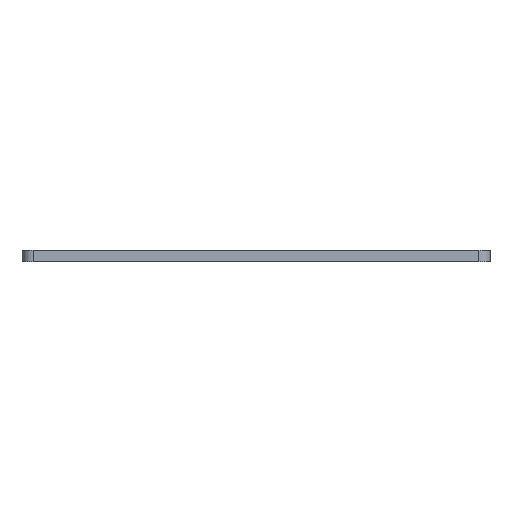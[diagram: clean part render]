
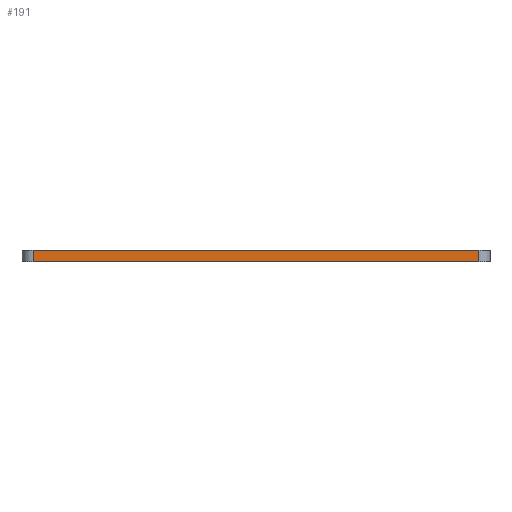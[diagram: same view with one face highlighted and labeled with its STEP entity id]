
A CAD part, left-side view. The second image highlights one B-rep face of the part: STEP entity #191.
In plain terms, the highlighted planar face has unit normal (-1, 0, 0).
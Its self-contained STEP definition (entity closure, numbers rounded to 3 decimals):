
#191=ADVANCED_FACE('',(#489),#4353,.T.);
#489=FACE_OUTER_BOUND('',#771,.T.);
#771=EDGE_LOOP('',(#1716,#1717,#1718,#1719));
#1716=ORIENTED_EDGE('',*,*,#2669,.F.);
#1717=ORIENTED_EDGE('',*,*,#2207,.F.);
#1718=ORIENTED_EDGE('',*,*,#2670,.F.);
#1719=ORIENTED_EDGE('',*,*,#2668,.F.);
#2207=EDGE_CURVE('',#3738,#3739,#3271,.T.);
#2668=EDGE_CURVE('',#4044,#4045,#3600,.T.);
#2669=EDGE_CURVE('',#3739,#4044,#3601,.T.);
#2670=EDGE_CURVE('',#4045,#3738,#3602,.T.);
#3271=B_SPLINE_CURVE_WITH_KNOTS('',1,(#7256,#7257),.UNSPECIFIED.,.F.,.F.,
(2,2),(0.,160.),.UNSPECIFIED.);
#3600=B_SPLINE_CURVE_WITH_KNOTS('',1,(#8310,#8311),.UNSPECIFIED.,.F.,.F.,
(2,2),(-160.,0.),.UNSPECIFIED.);
#3601=B_SPLINE_CURVE_WITH_KNOTS('',1,(#8312,#8313),.UNSPECIFIED.,.F.,.F.,
(2,2),(-4.15,0.),.UNSPECIFIED.);
#3602=B_SPLINE_CURVE_WITH_KNOTS('',1,(#8314,#8315),.UNSPECIFIED.,.F.,.F.,
(2,2),(-4.15,0.),.UNSPECIFIED.);
#3738=VERTEX_POINT('',#6856);
#3739=VERTEX_POINT('',#6857);
#4044=VERTEX_POINT('',#7162);
#4045=VERTEX_POINT('',#7163);
#4353=PLANE('',#4619);
#4619=AXIS2_PLACEMENT_3D('',#6421,#5024,$);
#5024=DIRECTION('',(-1.,0.,0.));
#6421=CARTESIAN_POINT('',(-21.,-33.,-0.415));
#6856=CARTESIAN_POINT('',(-21.,-17.,0.));
#6857=CARTESIAN_POINT('',(-21.,143.,0.));
#7162=CARTESIAN_POINT('',(-21.,143.,4.15));
#7163=CARTESIAN_POINT('',(-21.,-17.,4.15));
#7256=CARTESIAN_POINT('',(-21.,-17.,0.));
#7257=CARTESIAN_POINT('',(-21.,143.,0.));
#8310=CARTESIAN_POINT('',(-21.,143.,4.15));
#8311=CARTESIAN_POINT('',(-21.,-17.,4.15));
#8312=CARTESIAN_POINT('',(-21.,143.,0.));
#8313=CARTESIAN_POINT('',(-21.,143.,4.15));
#8314=CARTESIAN_POINT('',(-21.,-17.,4.15));
#8315=CARTESIAN_POINT('',(-21.,-17.,0.));
